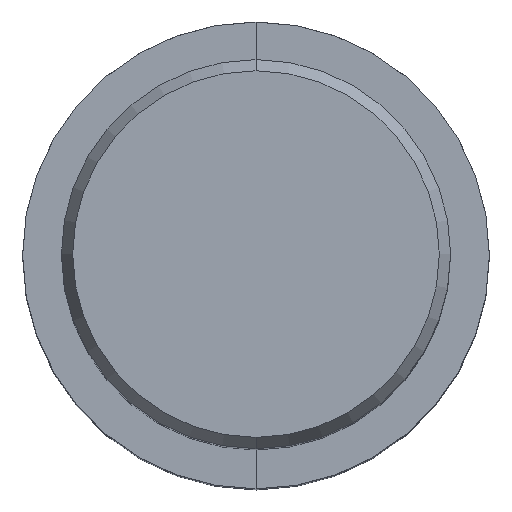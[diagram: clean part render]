
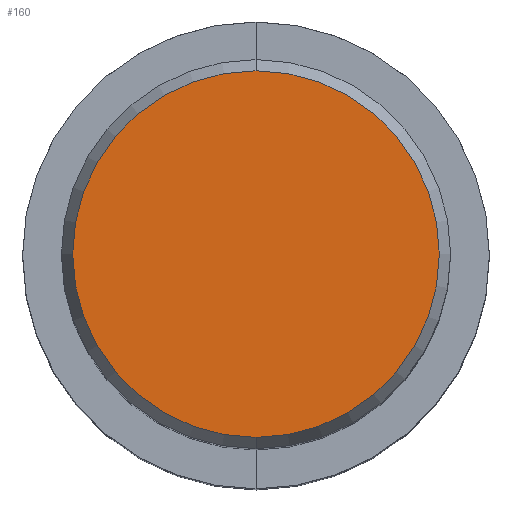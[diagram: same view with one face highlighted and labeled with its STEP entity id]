
A CAD part, top view. The second image highlights one B-rep face of the part: STEP entity #160.
In plain terms, the highlighted planar face has unit normal (0, 0, 1).
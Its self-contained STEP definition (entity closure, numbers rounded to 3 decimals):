
#160=ADVANCED_FACE('',(#323),#324,.T.);
#166=EDGE_CURVE('',#176,#196,#330,.T.);
#176=VERTEX_POINT('',#344);
#196=VERTEX_POINT('',#370);
#222=EDGE_CURVE('',#196,#176,#398,.T.);
#323=FACE_OUTER_BOUND('',#511,.T.);
#324=PLANE('',#512);
#330=CIRCLE('',#521,14.958);
#344=CARTESIAN_POINT('',(0.0,14.958,0.01));
#370=CARTESIAN_POINT('',(0.,-14.958,0.01));
#398=CIRCLE('',#600,14.958);
#511=EDGE_LOOP('',(#698,#699));
#512=AXIS2_PLACEMENT_3D('',#700,#701,#702);
#521=AXIS2_PLACEMENT_3D('',#709,#710,#711);
#600=AXIS2_PLACEMENT_3D('',#800,#801,#802);
#698=ORIENTED_EDGE('',*,*,#166,.F.);
#699=ORIENTED_EDGE('',*,*,#222,.F.);
#700=CARTESIAN_POINT('',(0.0,7.479,0.01));
#701=DIRECTION('',(-0.0,0.0,1.0));
#702=DIRECTION('',(0.0,-1.0,0.0));
#709=CARTESIAN_POINT('',(0.0,0.0,0.01));
#710=DIRECTION('',(0.0,0.0,-1.0));
#711=DIRECTION('',(0.0,1.0,0.0));
#800=CARTESIAN_POINT('',(0.0,0.0,0.01));
#801=DIRECTION('',(0.0,0.0,-1.0));
#802=DIRECTION('',(0.0,1.0,0.0));
